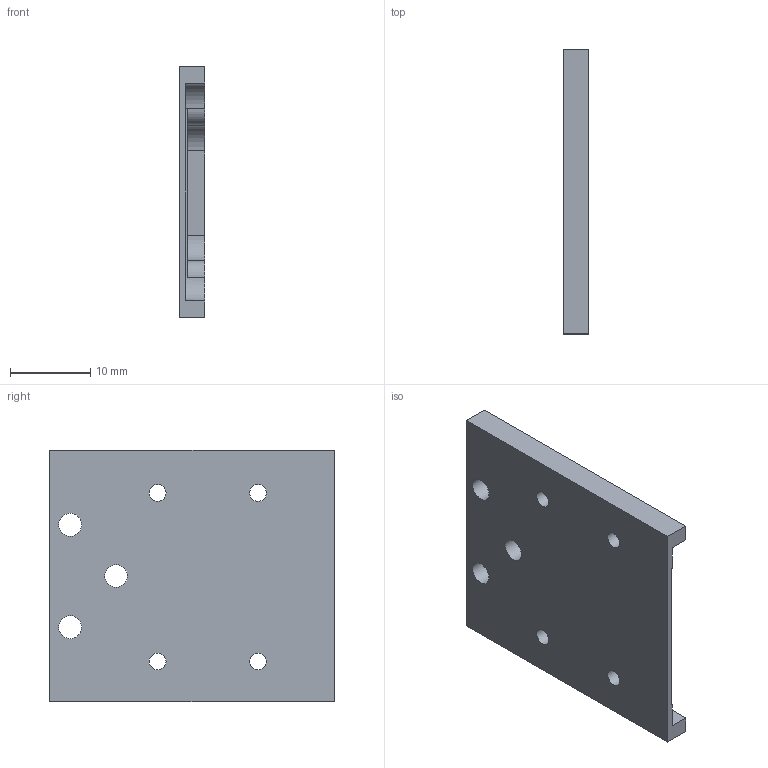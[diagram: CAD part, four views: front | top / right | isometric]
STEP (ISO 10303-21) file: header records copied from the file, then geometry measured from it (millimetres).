
FILE_DESCRIPTION(/* description */ (''),/* implementation_level */ '2;1');
FILE_NAME(/* name */ 'Pi cCam Mount.stp',/* time_stamp */ '2017-05-28T13:44:30-07:00',/* author */ ('Blaire Weinberg'),/* organization */ (''),/* preprocessor_version */ 'ST-DEVELOPER v16.5',/* originating_system */ 'Autodesk Inventor 2017',/* authorisation */ '');
FILE_SCHEMA (('AUTOMOTIVE_DESIGN { 1 0 10303 214 3 1 1 }'));
Length unit declared in the file: inch
Products named in the file (1): Pi cCam Mount
Bounding box: 3.17 x 35.43 x 31.35 mm (x, y, z)
Volume: 2170.7 mm3; surface area: 2868.8 mm2
Topology: 1 solids, 1 shells, 57 faces, 168 edges, 120 vertices
Faces by surface type: plane 38, cylinder 19
Full cylindrical faces by diameter (mm): 2.1 x4, 2.845 x3
Entity records: 1944 total; most frequent: CARTESIAN_POINT 339, DIRECTION 324, ORIENTED_EDGE 308, EDGE_CURVE 154, LINE 114, VECTOR 114, VERTEX_POINT 106, AXIS2_PLACEMENT_3D 105
